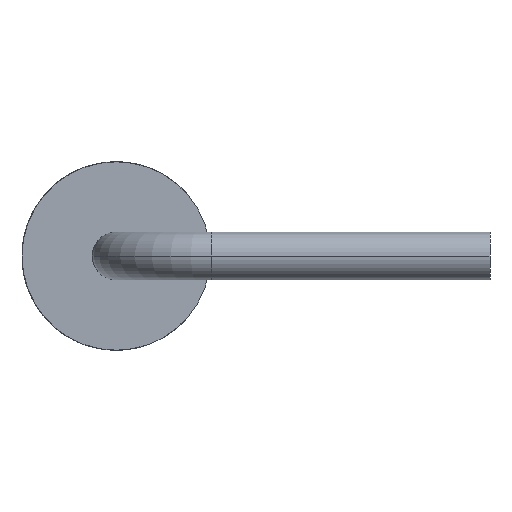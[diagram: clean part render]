
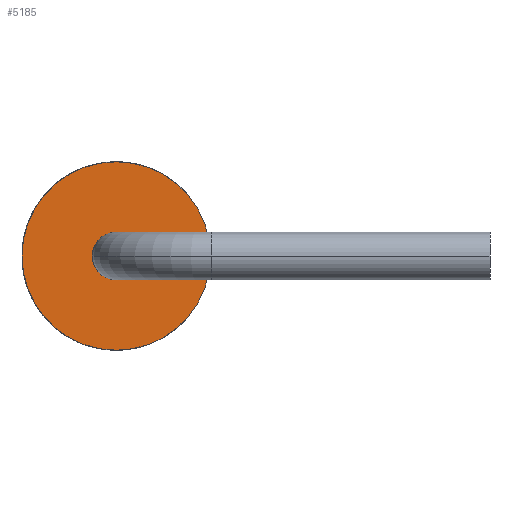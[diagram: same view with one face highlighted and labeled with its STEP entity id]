
A CAD part, left-side view. The second image highlights one B-rep face of the part: STEP entity #5185.
In plain terms, the highlighted planar face has unit normal (-1, 0, 0).
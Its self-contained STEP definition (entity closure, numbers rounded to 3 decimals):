
#121 = CARTESIAN_POINT ( 'NONE',  ( 2.435, 3.55, 1.55 ) ) ;
#169 = CARTESIAN_POINT ( 'NONE',  ( 2.435, 3.55, 0. ) ) ;
#184 = EDGE_CURVE ( 'NONE', #1031, #3235, #2657, .T. ) ;
#229 = AXIS2_PLACEMENT_3D ( 'NONE', #2549, #1734, #3717 ) ;
#250 = DIRECTION ( 'NONE',  ( 1., 0., 0. ) ) ;
#485 = PLANE ( 'NONE',  #650 ) ;
#650 = AXIS2_PLACEMENT_3D ( 'NONE', #3923, #3459, #3087 ) ;
#862 = AXIS2_PLACEMENT_3D ( 'NONE', #5206, #250, #2345 ) ;
#876 = EDGE_LOOP ( 'NONE', ( #4086, #1179 ) ) ;
#956 = CIRCLE ( 'NONE', #862, 1.55 ) ;
#1031 = VERTEX_POINT ( 'NONE', #121 ) ;
#1098 = VERTEX_POINT ( 'NONE', #2266 ) ;
#1179 = ORIENTED_EDGE ( 'NONE', *, *, #2275, .F. ) ;
#1306 = CARTESIAN_POINT ( 'NONE',  ( 2.435, 3.156, 0. ) ) ;
#1574 = ORIENTED_EDGE ( 'NONE', *, *, #1874, .F. ) ;
#1734 = DIRECTION ( 'NONE',  ( -1., 0., 0. ) ) ;
#1874 = EDGE_CURVE ( 'NONE', #3235, #1031, #956, .T. ) ;
#2110 = EDGE_CURVE ( 'NONE', #5103, #1098, #2398, .T. ) ;
#2266 = CARTESIAN_POINT ( 'NONE',  ( 2.435, 3.944, 0. ) ) ;
#2275 = EDGE_CURVE ( 'NONE', #1098, #5103, #3910, .T. ) ;
#2323 = EDGE_LOOP ( 'NONE', ( #3863, #1574 ) ) ;
#2345 = DIRECTION ( 'NONE',  ( 0., 0., -1. ) ) ;
#2398 = CIRCLE ( 'NONE', #229, 0.394 ) ;
#2549 = CARTESIAN_POINT ( 'NONE',  ( 2.435, 3.55, 0. ) ) ;
#2657 = CIRCLE ( 'NONE', #2898, 1.55 ) ;
#2751 = DIRECTION ( 'NONE',  ( 0., 0., -1. ) ) ;
#2898 = AXIS2_PLACEMENT_3D ( 'NONE', #169, #4660, #5056 ) ;
#3057 = AXIS2_PLACEMENT_3D ( 'NONE', #3909, #4777, #2751 ) ;
#3087 = DIRECTION ( 'NONE',  ( 0., 0., -1. ) ) ;
#3235 = VERTEX_POINT ( 'NONE', #4752 ) ;
#3459 = DIRECTION ( 'NONE',  ( 1., 0., 0. ) ) ;
#3717 = DIRECTION ( 'NONE',  ( 0., 0., -1. ) ) ;
#3863 = ORIENTED_EDGE ( 'NONE', *, *, #184, .F. ) ;
#3909 = CARTESIAN_POINT ( 'NONE',  ( 2.435, 3.55, 0. ) ) ;
#3910 = CIRCLE ( 'NONE', #3057, 0.394 ) ;
#3923 = CARTESIAN_POINT ( 'NONE',  ( 2.435, 3.55, 0. ) ) ;
#4086 = ORIENTED_EDGE ( 'NONE', *, *, #2110, .F. ) ;
#4529 = FACE_OUTER_BOUND ( 'NONE', #2323, .T. ) ;
#4579 = FACE_BOUND ( 'NONE', #876, .T. ) ;
#4660 = DIRECTION ( 'NONE',  ( 1., 0., 0. ) ) ;
#4752 = CARTESIAN_POINT ( 'NONE',  ( 2.435, 3.55, -1.55 ) ) ;
#4777 = DIRECTION ( 'NONE',  ( -1., 0., 0. ) ) ;
#5056 = DIRECTION ( 'NONE',  ( 0., 0., -1. ) ) ;
#5103 = VERTEX_POINT ( 'NONE', #1306 ) ;
#5185 = ADVANCED_FACE ( 'NONE', ( #4579, #4529 ), #485, .F. ) ;
#5206 = CARTESIAN_POINT ( 'NONE',  ( 2.435, 3.55, 0. ) ) ;
